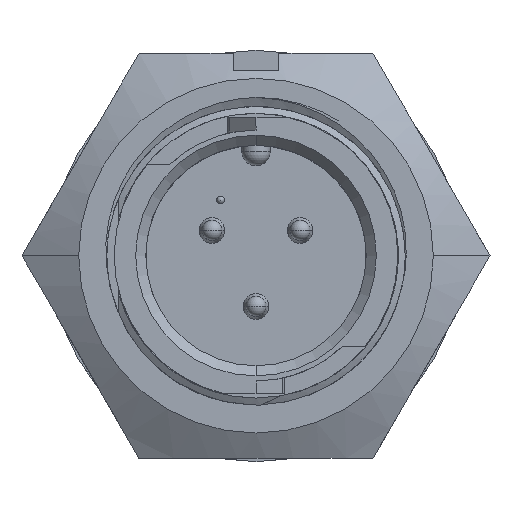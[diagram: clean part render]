
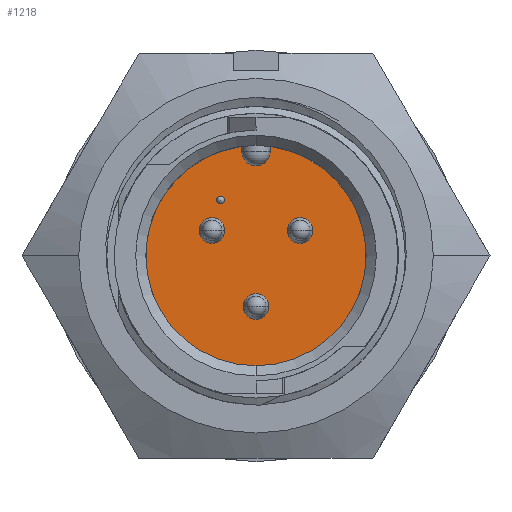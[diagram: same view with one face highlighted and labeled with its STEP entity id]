
A CAD part, top view. The second image highlights one B-rep face of the part: STEP entity #1218.
In plain terms, the highlighted planar face has unit normal (0, 0, 1).
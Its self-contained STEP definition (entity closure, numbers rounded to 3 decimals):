
#255 = DIRECTION ( 'NONE',  ( 1., 0., 0. ) ) ;
#296 = CIRCLE ( 'NONE', #4255, 5.524 ) ;
#305 = DIRECTION ( 'NONE',  ( 0., 0., 1. ) ) ;
#331 = AXIS2_PLACEMENT_3D ( 'NONE', #334, #10449, #13823 ) ;
#334 = CARTESIAN_POINT ( 'NONE',  ( -1.778, 2.794, -8.382 ) ) ;
#389 = CARTESIAN_POINT ( 'NONE',  ( -0.711, 5.479, -8.382 ) ) ;
#512 = DIRECTION ( 'NONE',  ( 0., -1., 0. ) ) ;
#534 = DIRECTION ( 'NONE',  ( 0., -1., 0. ) ) ;
#543 = CARTESIAN_POINT ( 'NONE',  ( -0.711, 5.22, -8.382 ) ) ;
#709 = LINE ( 'NONE', #12657, #7326 ) ;
#1117 = VERTEX_POINT ( 'NONE', #1776 ) ;
#1218 = ADVANCED_FACE ( 'NONE', ( #7127, #5820, #6109, #1462, #8078 ), #11590, .F. ) ;
#1439 = CARTESIAN_POINT ( 'NONE',  ( -2.21, 1.27, -8.382 ) ) ;
#1462 = FACE_BOUND ( 'NONE', #9361, .T. ) ;
#1553 = EDGE_CURVE ( 'NONE', #7202, #9193, #4831, .T. ) ;
#1666 = EDGE_CURVE ( 'NONE', #11490, #5077, #11426, .T. ) ;
#1737 = ORIENTED_EDGE ( 'NONE', *, *, #1666, .F. ) ;
#1757 = CARTESIAN_POINT ( 'NONE',  ( -1.778, 2.603, -8.382 ) ) ;
#1776 = CARTESIAN_POINT ( 'NONE',  ( 0.711, 5.22, -8.382 ) ) ;
#2162 = EDGE_CURVE ( 'NONE', #4579, #4683, #296, .T. ) ;
#2224 = VERTEX_POINT ( 'NONE', #1757 ) ;
#2306 = CARTESIAN_POINT ( 'NONE',  ( -1.778, 2.794, -8.382 ) ) ;
#2336 = CARTESIAN_POINT ( 'NONE',  ( -0.711, 5.479, -8.382 ) ) ;
#2463 = DIRECTION ( 'NONE',  ( 0., 0., 1. ) ) ;
#2495 = AXIS2_PLACEMENT_3D ( 'NONE', #1439, #2463, #13461 ) ;
#2695 = DIRECTION ( 'NONE',  ( 1., 0., 0. ) ) ;
#2773 = CARTESIAN_POINT ( 'NONE',  ( 0., 0., -8.382 ) ) ;
#2943 = AXIS2_PLACEMENT_3D ( 'NONE', #2306, #13451, #14422 ) ;
#2990 = CARTESIAN_POINT ( 'NONE',  ( 0., -2.54, -8.382 ) ) ;
#3182 = CARTESIAN_POINT ( 'NONE',  ( 0., -2.54, -8.382 ) ) ;
#3217 = EDGE_CURVE ( 'NONE', #10864, #1117, #11694, .T. ) ;
#3301 = DIRECTION ( 'NONE',  ( 0., 0., 1. ) ) ;
#3368 = ORIENTED_EDGE ( 'NONE', *, *, #1553, .F. ) ;
#3459 = DIRECTION ( 'NONE',  ( 0., 0., 1. ) ) ;
#3614 = CARTESIAN_POINT ( 'NONE',  ( 2.21, 1.27, -8.382 ) ) ;
#3721 = DIRECTION ( 'NONE',  ( 0., 0., -1. ) ) ;
#3738 = ORIENTED_EDGE ( 'NONE', *, *, #13552, .T. ) ;
#3847 = EDGE_CURVE ( 'NONE', #4047, #6735, #8983, .T. ) ;
#3969 = EDGE_CURVE ( 'NONE', #1117, #4683, #709, .T. ) ;
#4047 = VERTEX_POINT ( 'NONE', #6308 ) ;
#4255 = AXIS2_PLACEMENT_3D ( 'NONE', #2773, #8363, #512 ) ;
#4501 = ORIENTED_EDGE ( 'NONE', *, *, #6872, .F. ) ;
#4579 = VERTEX_POINT ( 'NONE', #11742 ) ;
#4683 = VERTEX_POINT ( 'NONE', #10919 ) ;
#4821 = DIRECTION ( 'NONE',  ( 0., -1., 0. ) ) ;
#4831 = CIRCLE ( 'NONE', #11937, 0.643 ) ;
#4988 = CIRCLE ( 'NONE', #331, 0.19 ) ;
#5077 = VERTEX_POINT ( 'NONE', #11292 ) ;
#5227 = VECTOR ( 'NONE', #534, 1000. ) ;
#5625 = AXIS2_PLACEMENT_3D ( 'NONE', #12476, #3301, #13572 ) ;
#5820 = FACE_BOUND ( 'NONE', #13061, .T. ) ;
#5909 = AXIS2_PLACEMENT_3D ( 'NONE', #11664, #3721, #6910 ) ;
#6109 = FACE_BOUND ( 'NONE', #8006, .T. ) ;
#6150 = CARTESIAN_POINT ( 'NONE',  ( -2.852, 1.27, -8.382 ) ) ;
#6308 = CARTESIAN_POINT ( 'NONE',  ( -1.567, 1.27, -8.382 ) ) ;
#6312 = EDGE_CURVE ( 'NONE', #2224, #12967, #9196, .T. ) ;
#6456 = EDGE_CURVE ( 'NONE', #12967, #2224, #4988, .T. ) ;
#6502 = AXIS2_PLACEMENT_3D ( 'NONE', #2990, #7415, #2695 ) ;
#6605 = ORIENTED_EDGE ( 'NONE', *, *, #12659, .F. ) ;
#6735 = VERTEX_POINT ( 'NONE', #6150 ) ;
#6872 = EDGE_CURVE ( 'NONE', #6735, #4047, #13365, .T. ) ;
#6910 = DIRECTION ( 'NONE',  ( 0., 1., 0. ) ) ;
#6966 = EDGE_CURVE ( 'NONE', #9675, #10864, #12485, .T. ) ;
#7084 = CARTESIAN_POINT ( 'NONE',  ( -1.778, 2.984, -8.382 ) ) ;
#7115 = ORIENTED_EDGE ( 'NONE', *, *, #2162, .T. ) ;
#7127 = FACE_OUTER_BOUND ( 'NONE', #13109, .T. ) ;
#7202 = VERTEX_POINT ( 'NONE', #9559 ) ;
#7252 = DIRECTION ( 'NONE',  ( 0., 1., 0. ) ) ;
#7295 = AXIS2_PLACEMENT_3D ( 'NONE', #13151, #3459, #7812 ) ;
#7326 = VECTOR ( 'NONE', #7252, 1000. ) ;
#7395 = ORIENTED_EDGE ( 'NONE', *, *, #3847, .F. ) ;
#7415 = DIRECTION ( 'NONE',  ( 0., 0., 1. ) ) ;
#7496 = AXIS2_PLACEMENT_3D ( 'NONE', #3614, #9054, #255 ) ;
#7812 = DIRECTION ( 'NONE',  ( 1., 0., 0. ) ) ;
#7982 = CARTESIAN_POINT ( 'NONE',  ( 2.21, 1.27, -8.382 ) ) ;
#8006 = EDGE_LOOP ( 'NONE', ( #3368, #8203 ) ) ;
#8078 = FACE_BOUND ( 'NONE', #12048, .T. ) ;
#8150 = ORIENTED_EDGE ( 'NONE', *, *, #3217, .F. ) ;
#8200 = DIRECTION ( 'NONE',  ( 0., 0., 1. ) ) ;
#8203 = ORIENTED_EDGE ( 'NONE', *, *, #9977, .F. ) ;
#8363 = DIRECTION ( 'NONE',  ( 0., 0., 1. ) ) ;
#8690 = ORIENTED_EDGE ( 'NONE', *, *, #6312, .F. ) ;
#8983 = CIRCLE ( 'NONE', #2495, 0.643 ) ;
#9054 = DIRECTION ( 'NONE',  ( 0., 0., 1. ) ) ;
#9104 = CARTESIAN_POINT ( 'NONE',  ( 0., 0., -8.382 ) ) ;
#9193 = VERTEX_POINT ( 'NONE', #11457 ) ;
#9196 = CIRCLE ( 'NONE', #2943, 0.19 ) ;
#9361 = EDGE_LOOP ( 'NONE', ( #7395, #4501 ) ) ;
#9408 = CARTESIAN_POINT ( 'NONE',  ( 2.852, 1.27, -8.382 ) ) ;
#9559 = CARTESIAN_POINT ( 'NONE',  ( 0.643, -2.54, -8.382 ) ) ;
#9602 = CIRCLE ( 'NONE', #11472, 5.524 ) ;
#9675 = VERTEX_POINT ( 'NONE', #2336 ) ;
#9977 = EDGE_CURVE ( 'NONE', #9193, #7202, #12798, .T. ) ;
#10415 = AXIS2_PLACEMENT_3D ( 'NONE', #7982, #8200, #13692 ) ;
#10449 = DIRECTION ( 'NONE',  ( 0., 0., 1. ) ) ;
#10864 = VERTEX_POINT ( 'NONE', #543 ) ;
#10919 = CARTESIAN_POINT ( 'NONE',  ( 0.711, 5.479, -8.382 ) ) ;
#10959 = ORIENTED_EDGE ( 'NONE', *, *, #6456, .F. ) ;
#11292 = CARTESIAN_POINT ( 'NONE',  ( 1.567, 1.27, -8.382 ) ) ;
#11426 = CIRCLE ( 'NONE', #7496, 0.643 ) ;
#11457 = CARTESIAN_POINT ( 'NONE',  ( -0.643, -2.54, -8.382 ) ) ;
#11472 = AXIS2_PLACEMENT_3D ( 'NONE', #9104, #305, #4821 ) ;
#11490 = VERTEX_POINT ( 'NONE', #9408 ) ;
#11590 = PLANE ( 'NONE',  #5909 ) ;
#11664 = CARTESIAN_POINT ( 'NONE',  ( 0., 0., -8.382 ) ) ;
#11694 = CIRCLE ( 'NONE', #5625, 0.711 ) ;
#11742 = CARTESIAN_POINT ( 'NONE',  ( 0., -5.524, -8.382 ) ) ;
#11848 = ORIENTED_EDGE ( 'NONE', *, *, #6966, .F. ) ;
#11937 = AXIS2_PLACEMENT_3D ( 'NONE', #3182, #13090, #13234 ) ;
#12048 = EDGE_LOOP ( 'NONE', ( #1737, #6605 ) ) ;
#12476 = CARTESIAN_POINT ( 'NONE',  ( 0., 5.22, -8.382 ) ) ;
#12485 = LINE ( 'NONE', #389, #5227 ) ;
#12657 = CARTESIAN_POINT ( 'NONE',  ( 0.711, 5.22, -8.382 ) ) ;
#12659 = EDGE_CURVE ( 'NONE', #5077, #11490, #14399, .T. ) ;
#12798 = CIRCLE ( 'NONE', #6502, 0.643 ) ;
#12967 = VERTEX_POINT ( 'NONE', #7084 ) ;
#13061 = EDGE_LOOP ( 'NONE', ( #10959, #8690 ) ) ;
#13090 = DIRECTION ( 'NONE',  ( 0., 0., 1. ) ) ;
#13109 = EDGE_LOOP ( 'NONE', ( #11848, #3738, #7115, #13221, #8150 ) ) ;
#13151 = CARTESIAN_POINT ( 'NONE',  ( -2.21, 1.27, -8.382 ) ) ;
#13221 = ORIENTED_EDGE ( 'NONE', *, *, #3969, .F. ) ;
#13234 = DIRECTION ( 'NONE',  ( 1., 0., 0. ) ) ;
#13365 = CIRCLE ( 'NONE', #7295, 0.643 ) ;
#13451 = DIRECTION ( 'NONE',  ( 0., 0., 1. ) ) ;
#13461 = DIRECTION ( 'NONE',  ( 1., 0., 0. ) ) ;
#13552 = EDGE_CURVE ( 'NONE', #9675, #4579, #9602, .T. ) ;
#13572 = DIRECTION ( 'NONE',  ( 1., 0., 0. ) ) ;
#13692 = DIRECTION ( 'NONE',  ( 1., 0., 0. ) ) ;
#13823 = DIRECTION ( 'NONE',  ( 0., 1., 0. ) ) ;
#14399 = CIRCLE ( 'NONE', #10415, 0.643 ) ;
#14422 = DIRECTION ( 'NONE',  ( 0., 1., 0. ) ) ;
